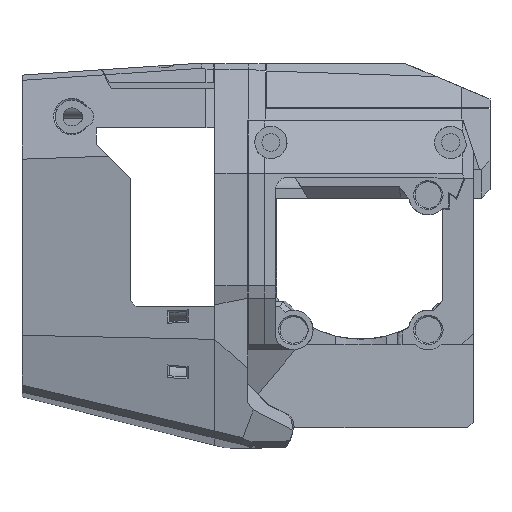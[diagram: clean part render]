
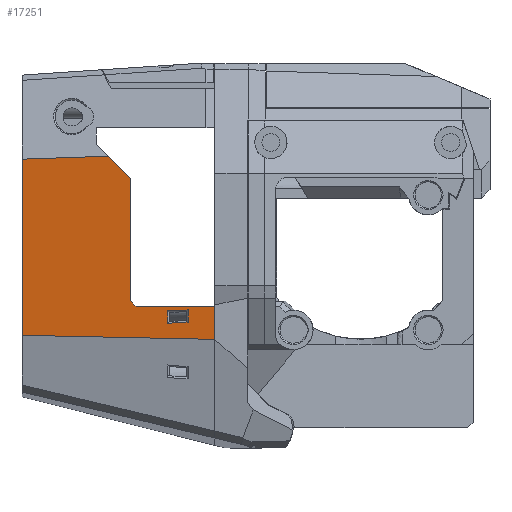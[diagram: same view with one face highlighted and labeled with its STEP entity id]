
A CAD part, left-side view. The second image highlights one B-rep face of the part: STEP entity #17251.
In plain terms, the highlighted planar face has unit normal (-0.984, 0.18, 0).
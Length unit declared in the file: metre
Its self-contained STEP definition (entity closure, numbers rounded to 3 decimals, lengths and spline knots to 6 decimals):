
#771=B_SPLINE_CURVE_WITH_KNOTS('',3,(#25528,#25529,#25530,#25531),
 .UNSPECIFIED.,.F.,.F.,(4,4),(0.,1.),.UNSPECIFIED.);
#772=B_SPLINE_CURVE_WITH_KNOTS('',3,(#25535,#25536,#25537,#25538),
 .UNSPECIFIED.,.F.,.F.,(4,4),(0.,1.),.UNSPECIFIED.);
#2214=ORIENTED_EDGE('',*,*,#6941,.T.);
#2215=ORIENTED_EDGE('',*,*,#6942,.T.);
#2216=ORIENTED_EDGE('',*,*,#6943,.T.);
#2217=ORIENTED_EDGE('',*,*,#6944,.T.);
#2218=ORIENTED_EDGE('',*,*,#6945,.T.);
#2219=ORIENTED_EDGE('',*,*,#6946,.F.);
#2220=ORIENTED_EDGE('',*,*,#6928,.F.);
#2221=ORIENTED_EDGE('',*,*,#6947,.F.);
#2222=ORIENTED_EDGE('',*,*,#6948,.F.);
#2223=ORIENTED_EDGE('',*,*,#6949,.F.);
#2224=ORIENTED_EDGE('',*,*,#6950,.F.);
#2225=ORIENTED_EDGE('',*,*,#6951,.F.);
#6928=EDGE_CURVE('',#9371,#9372,#11034,.F.);
#6941=EDGE_CURVE('',#9383,#9384,#11045,.T.);
#6942=EDGE_CURVE('',#9384,#9385,#771,.T.);
#6943=EDGE_CURVE('',#9385,#9386,#11046,.T.);
#6944=EDGE_CURVE('',#9386,#9383,#772,.T.);
#6945=EDGE_CURVE('',#9387,#9388,#11047,.T.);
#6946=EDGE_CURVE('',#9372,#9388,#11048,.T.);
#6947=EDGE_CURVE('',#9389,#9371,#11049,.F.);
#6948=EDGE_CURVE('',#9390,#9389,#11050,.T.);
#6949=EDGE_CURVE('',#9391,#9390,#11051,.T.);
#6950=EDGE_CURVE('',#9392,#9391,#11052,.T.);
#6951=EDGE_CURVE('',#9387,#9392,#11053,.T.);
#9371=VERTEX_POINT('',#25492);
#9372=VERTEX_POINT('',#25494);
#9383=VERTEX_POINT('',#25526);
#9384=VERTEX_POINT('',#25527);
#9385=VERTEX_POINT('',#25532);
#9386=VERTEX_POINT('',#25534);
#9387=VERTEX_POINT('',#25540);
#9388=VERTEX_POINT('',#25541);
#9389=VERTEX_POINT('',#25544);
#9390=VERTEX_POINT('',#25546);
#9391=VERTEX_POINT('',#25548);
#9392=VERTEX_POINT('',#25550);
#11034=LINE('',#25493,#12709);
#11045=LINE('',#25525,#12720);
#11046=LINE('',#25533,#12721);
#11047=LINE('',#25539,#12722);
#11048=LINE('',#25542,#12723);
#11049=LINE('',#25543,#12724);
#11050=LINE('',#25545,#12725);
#11051=LINE('',#25547,#12726);
#11052=LINE('',#25549,#12727);
#11053=LINE('',#25551,#12728);
#12709=VECTOR('',#20469,1.);
#12720=VECTOR('',#20484,1.);
#12721=VECTOR('',#20485,1.);
#12722=VECTOR('',#20486,1.);
#12723=VECTOR('',#20487,1.);
#12724=VECTOR('',#20488,1.);
#12725=VECTOR('',#20489,1.);
#12726=VECTOR('',#20490,1.);
#12727=VECTOR('',#20491,1.);
#12728=VECTOR('',#20492,1.);
#14284=EDGE_LOOP('',(#2214,#2215,#2216,#2217));
#14285=EDGE_LOOP('',(#2218,#2219,#2220,#2221,#2222,#2223,#2224,#2225));
#15460=FACE_BOUND('',#14284,.T.);
#15461=FACE_BOUND('',#14285,.T.);
#16520=PLANE('',#18471);
#17251=ADVANCED_FACE('',(#15460,#15461),#16520,.T.);
#18471=AXIS2_PLACEMENT_3D('',#25524,#20482,#20483);
#20469=DIRECTION('',(-0.18,-0.983,-0.021));
#20482=DIRECTION('',(-0.984,0.18,0.));
#20483=DIRECTION('',(0.,0.,1.));
#20484=DIRECTION('',(0.,0.,-1.));
#20485=DIRECTION('',(0.,0.,1.));
#20486=DIRECTION('',(0.18,0.983,-0.033));
#20487=DIRECTION('',(0.,0.,1.));
#20488=DIRECTION('',(0.,0.,1.));
#20489=DIRECTION('',(-0.18,-0.984,0.));
#20490=DIRECTION('',(-0.129,-0.701,-0.701));
#20491=DIRECTION('',(0.,0.,-1.));
#20492=DIRECTION('',(-0.129,-0.701,-0.701));
#25492=CARTESIAN_POINT('',(-0.021383,-0.033,-0.019538));
#25493=CARTESIAN_POINT('',(-0.021259,-0.032326,-0.019524));
#25494=CARTESIAN_POINT('',(-0.015096,0.001298,-0.018819));
#25524=CARTESIAN_POINT('',(-0.021383,-0.032999,0.01365));
#25525=CARTESIAN_POINT('',(-0.020513,-0.028253,0.01365));
#25526=CARTESIAN_POINT('',(-0.020513,-0.028253,-0.014303));
#25527=CARTESIAN_POINT('',(-0.020513,-0.028253,-0.01646));
#25528=CARTESIAN_POINT('',(-0.020513,-0.028253,-0.01646));
#25529=CARTESIAN_POINT('',(-0.020286,-0.027014,-0.016514));
#25530=CARTESIAN_POINT('',(-0.020065,-0.025808,-0.016587));
#25531=CARTESIAN_POINT('',(-0.01985,-0.024636,-0.016678));
#25532=CARTESIAN_POINT('',(-0.01985,-0.024636,-0.016678));
#25533=CARTESIAN_POINT('',(-0.01985,-0.024636,-0.014672));
#25534=CARTESIAN_POINT('',(-0.01985,-0.024636,-0.014444));
#25535=CARTESIAN_POINT('',(-0.01985,-0.024636,-0.014444));
#25536=CARTESIAN_POINT('',(-0.020068,-0.025828,-0.014385));
#25537=CARTESIAN_POINT('',(-0.020289,-0.027033,-0.014338));
#25538=CARTESIAN_POINT('',(-0.020513,-0.028253,-0.014303));
#25539=CARTESIAN_POINT('',(-0.02142,-0.033203,0.01371));
#25540=CARTESIAN_POINT('',(-0.017908,-0.014042,0.013058));
#25541=CARTESIAN_POINT('',(-0.015096,0.001298,0.012536));
#25542=CARTESIAN_POINT('',(-0.015096,0.001298,0.013279));
#25543=CARTESIAN_POINT('',(-0.021383,-0.032999,0.01365));
#25544=CARTESIAN_POINT('',(-0.021383,-0.033,-0.01365));
#25545=CARTESIAN_POINT('',(-0.021383,-0.032999,-0.01365));
#25546=CARTESIAN_POINT('',(-0.018817,-0.019,-0.01365));
#25547=CARTESIAN_POINT('',(-0.01766,-0.012691,-0.007341));
#25548=CARTESIAN_POINT('',(-0.018633,-0.018,-0.01265));
#25549=CARTESIAN_POINT('',(-0.018633,-0.018,0.));
#25550=CARTESIAN_POINT('',(-0.018633,-0.018,0.0091));
#25551=CARTESIAN_POINT('',(-0.017834,-0.013641,0.013459));
